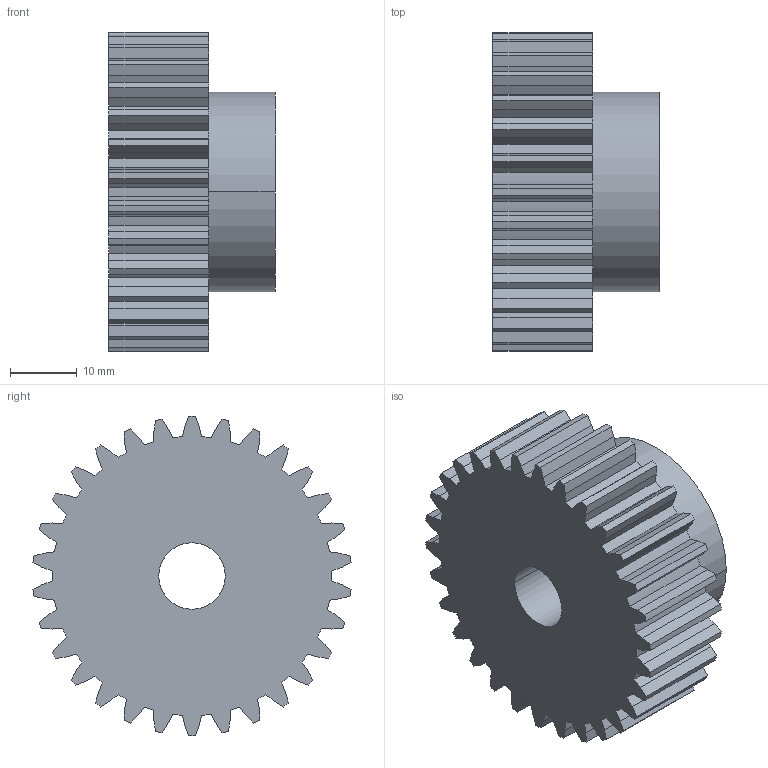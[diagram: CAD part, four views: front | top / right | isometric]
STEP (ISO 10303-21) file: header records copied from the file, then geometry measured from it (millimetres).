
FILE_DESCRIPTION( ( '' ), '1' );
FILE_NAME( 'artikel_nr___29503000.stp', '2007-11-07T02:04:18', ( '' ), ( '' ), ' ', ' ', ' ' );
FILE_SCHEMA( ( 'automotive_design' ) );
Length unit declared in the file: millimetre
Products named in the file (1): 1
Bounding box: 25 x 47.83 x 48 mm (x, y, z)
Volume: 28677.5 mm3; surface area: 8704.6 mm2
Topology: 1 solids, 1 shells, 187 faces, 552 edges, 368 vertices
Faces by surface type: plane 123, cylinder 64
Entity records: 12358 total; most frequent: STYLED_ITEM 1108, PRESENTATION_STYLE_ASSIGNMENT 1108, CARTESIAN_POINT 1108, COLOUR_RGB 1108, ORIENTED_EDGE 1104, DIRECTION 1056, EDGE_CURVE 552, CURVE_STYLE 552
